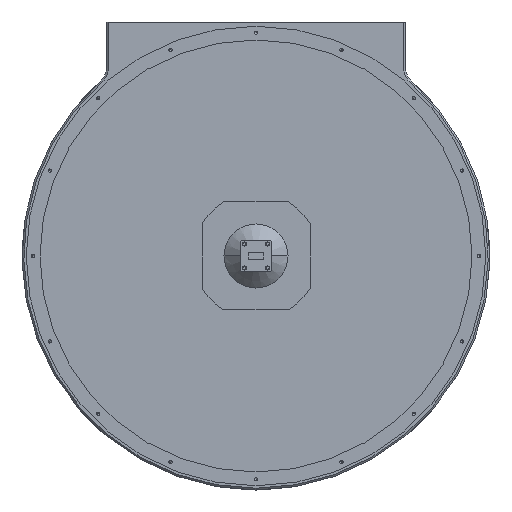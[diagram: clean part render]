
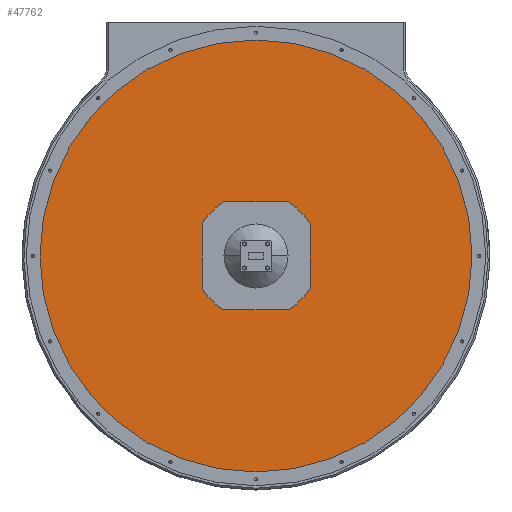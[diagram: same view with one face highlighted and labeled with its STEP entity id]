
A CAD part, front view. The second image highlights one B-rep face of the part: STEP entity #47762.
In plain terms, the highlighted planar face has unit normal (0, -1, 0).
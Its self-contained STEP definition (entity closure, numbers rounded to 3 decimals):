
#87 = CARTESIAN_POINT ( 'NONE',  ( 38.1, -171.45, -22.895 ) ) ;
#127 = VERTEX_POINT ( 'NONE', #8281 ) ;
#1025 = EDGE_CURVE ( 'NONE', #3914, #23627, #9085, .T. ) ;
#1079 = DIRECTION ( 'NONE',  ( 0., 0., -1. ) ) ;
#1512 = DIRECTION ( 'NONE',  ( -1., 0., 0. ) ) ;
#1581 = EDGE_CURVE ( 'NONE', #33977, #7140, #37446, .T. ) ;
#3914 = VERTEX_POINT ( 'NONE', #16778 ) ;
#4463 = EDGE_CURVE ( 'NONE', #57085, #10979, #34999, .T. ) ;
#5010 = CARTESIAN_POINT ( 'NONE',  ( -22.895, -171.45, -38.1 ) ) ;
#5026 = EDGE_CURVE ( 'NONE', #10979, #44442, #41991, .T. ) ;
#5339 = DIRECTION ( 'NONE',  ( 0., 1., 0. ) ) ;
#5475 = CARTESIAN_POINT ( 'NONE',  ( 0., -171.45, -38.1 ) ) ;
#6938 = ORIENTED_EDGE ( 'NONE', *, *, #21588, .T. ) ;
#7140 = VERTEX_POINT ( 'NONE', #59340 ) ;
#8281 = CARTESIAN_POINT ( 'NONE',  ( 22.895, -171.45, -38.1 ) ) ;
#9085 = CIRCLE ( 'NONE', #33203, 152.4 ) ;
#10001 = DIRECTION ( 'NONE',  ( -1., 0., 0. ) ) ;
#10141 = FACE_OUTER_BOUND ( 'NONE', #40753, .T. ) ;
#10979 = VERTEX_POINT ( 'NONE', #59429 ) ;
#11104 = LINE ( 'NONE', #43437, #54293 ) ;
#11387 = AXIS2_PLACEMENT_3D ( 'NONE', #17050, #29744, #39703 ) ;
#11595 = ORIENTED_EDGE ( 'NONE', *, *, #5026, .T. ) ;
#12334 = VERTEX_POINT ( 'NONE', #22809 ) ;
#13376 = AXIS2_PLACEMENT_3D ( 'NONE', #38671, #52317, #1512 ) ;
#14749 = AXIS2_PLACEMENT_3D ( 'NONE', #54169, #21240, #44791 ) ;
#16778 = CARTESIAN_POINT ( 'NONE',  ( 0., -171.45, -152.4 ) ) ;
#17050 = CARTESIAN_POINT ( 'NONE',  ( 0., -171.45, 0. ) ) ;
#19360 = LINE ( 'NONE', #5475, #46067 ) ;
#19506 = DIRECTION ( 'NONE',  ( 0., 0., -1. ) ) ;
#19619 = ORIENTED_EDGE ( 'NONE', *, *, #1025, .F. ) ;
#20905 = CARTESIAN_POINT ( 'NONE',  ( 0., -171.45, 0. ) ) ;
#21240 = DIRECTION ( 'NONE',  ( 0., 1., 0. ) ) ;
#21588 = EDGE_CURVE ( 'NONE', #7140, #57085, #11104, .T. ) ;
#21631 = EDGE_CURVE ( 'NONE', #43035, #12334, #47522, .T. ) ;
#22809 = CARTESIAN_POINT ( 'NONE',  ( -38.1, -171.45, -22.895 ) ) ;
#23627 = VERTEX_POINT ( 'NONE', #29388 ) ;
#23746 = DIRECTION ( 'NONE',  ( 0., -1., 0. ) ) ;
#24040 = PLANE ( 'NONE',  #44176 ) ;
#28076 = DIRECTION ( 'NONE',  ( 0., 0., 1. ) ) ;
#29388 = CARTESIAN_POINT ( 'NONE',  ( 0., -171.45, 152.4 ) ) ;
#29744 = DIRECTION ( 'NONE',  ( 0., 1., 0. ) ) ;
#29979 = EDGE_CURVE ( 'NONE', #23627, #3914, #32195, .T. ) ;
#30017 = ORIENTED_EDGE ( 'NONE', *, *, #21631, .T. ) ;
#30143 = AXIS2_PLACEMENT_3D ( 'NONE', #20905, #48405, #43862 ) ;
#32195 = CIRCLE ( 'NONE', #30143, 152.4 ) ;
#32501 = VECTOR ( 'NONE', #28076, 1000. ) ;
#32888 = ORIENTED_EDGE ( 'NONE', *, *, #4463, .T. ) ;
#33203 = AXIS2_PLACEMENT_3D ( 'NONE', #51891, #5339, #1079 ) ;
#33477 = DIRECTION ( 'NONE',  ( -1., 0., 0. ) ) ;
#33977 = VERTEX_POINT ( 'NONE', #52972 ) ;
#34035 = EDGE_CURVE ( 'NONE', #12334, #33977, #46821, .T. ) ;
#34999 = CIRCLE ( 'NONE', #14749, 44.45 ) ;
#35022 = ORIENTED_EDGE ( 'NONE', *, *, #1581, .T. ) ;
#36744 = ORIENTED_EDGE ( 'NONE', *, *, #29979, .F. ) ;
#37446 = CIRCLE ( 'NONE', #11387, 44.45 ) ;
#37447 = DIRECTION ( 'NONE',  ( 0., 0., -1. ) ) ;
#38593 = DIRECTION ( 'NONE',  ( 1., 0., 0. ) ) ;
#38671 = CARTESIAN_POINT ( 'NONE',  ( 0., -171.45, 0. ) ) ;
#38822 = AXIS2_PLACEMENT_3D ( 'NONE', #57357, #52841, #33477 ) ;
#39703 = DIRECTION ( 'NONE',  ( -1., 0., 0. ) ) ;
#40753 = EDGE_LOOP ( 'NONE', ( #19619, #36744 ) ) ;
#41991 = LINE ( 'NONE', #46510, #58521 ) ;
#42476 = CARTESIAN_POINT ( 'NONE',  ( 0., -171.45, 0. ) ) ;
#43035 = VERTEX_POINT ( 'NONE', #5010 ) ;
#43437 = CARTESIAN_POINT ( 'NONE',  ( 0., -171.45, 38.1 ) ) ;
#43597 = CARTESIAN_POINT ( 'NONE',  ( 22.895, -171.45, 38.1 ) ) ;
#43862 = DIRECTION ( 'NONE',  ( 0., 0., -1. ) ) ;
#44176 = AXIS2_PLACEMENT_3D ( 'NONE', #42476, #23746, #19506 ) ;
#44442 = VERTEX_POINT ( 'NONE', #87 ) ;
#44741 = ORIENTED_EDGE ( 'NONE', *, *, #57606, .T. ) ;
#44791 = DIRECTION ( 'NONE',  ( -1., 0., 0. ) ) ;
#44902 = ORIENTED_EDGE ( 'NONE', *, *, #34035, .T. ) ;
#46067 = VECTOR ( 'NONE', #10001, 1000. ) ;
#46510 = CARTESIAN_POINT ( 'NONE',  ( 38.1, -171.45, 0. ) ) ;
#46821 = LINE ( 'NONE', #56214, #32501 ) ;
#47522 = CIRCLE ( 'NONE', #38822, 44.45 ) ;
#47612 = FACE_BOUND ( 'NONE', #55862, .T. ) ;
#47762 = ADVANCED_FACE ( 'NONE', ( #47612, #10141 ), #24040, .T. ) ;
#48405 = DIRECTION ( 'NONE',  ( 0., 1., 0. ) ) ;
#48432 = EDGE_CURVE ( 'NONE', #127, #43035, #19360, .T. ) ;
#49079 = CIRCLE ( 'NONE', #13376, 44.45 ) ;
#51891 = CARTESIAN_POINT ( 'NONE',  ( 0., -171.45, 0. ) ) ;
#52317 = DIRECTION ( 'NONE',  ( 0., 1., 0. ) ) ;
#52841 = DIRECTION ( 'NONE',  ( 0., 1., 0. ) ) ;
#52972 = CARTESIAN_POINT ( 'NONE',  ( -38.1, -171.45, 22.895 ) ) ;
#54169 = CARTESIAN_POINT ( 'NONE',  ( 0., -171.45, 0. ) ) ;
#54293 = VECTOR ( 'NONE', #38593, 1000. ) ;
#54817 = ORIENTED_EDGE ( 'NONE', *, *, #48432, .T. ) ;
#55862 = EDGE_LOOP ( 'NONE', ( #44902, #35022, #6938, #32888, #11595, #44741, #54817, #30017 ) ) ;
#56214 = CARTESIAN_POINT ( 'NONE',  ( -38.1, -171.45, 0. ) ) ;
#57085 = VERTEX_POINT ( 'NONE', #43597 ) ;
#57357 = CARTESIAN_POINT ( 'NONE',  ( 0., -171.45, 0. ) ) ;
#57606 = EDGE_CURVE ( 'NONE', #44442, #127, #49079, .T. ) ;
#58521 = VECTOR ( 'NONE', #37447, 1000. ) ;
#59340 = CARTESIAN_POINT ( 'NONE',  ( -22.895, -171.45, 38.1 ) ) ;
#59429 = CARTESIAN_POINT ( 'NONE',  ( 38.1, -171.45, 22.895 ) ) ;
